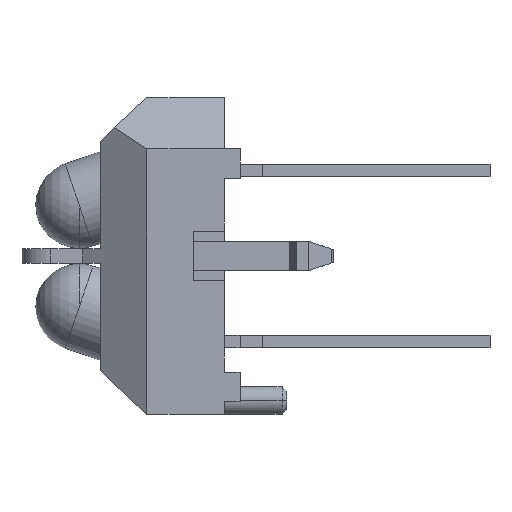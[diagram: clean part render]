
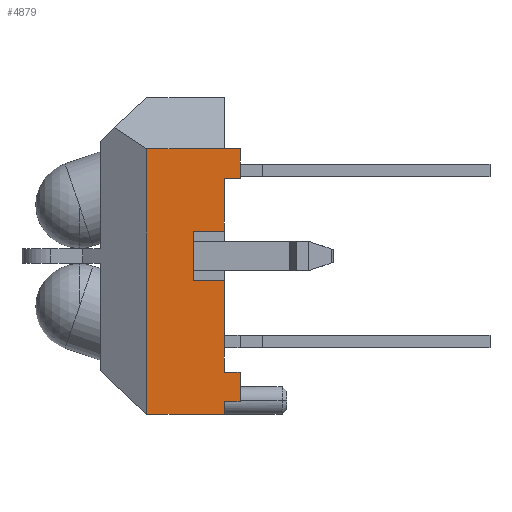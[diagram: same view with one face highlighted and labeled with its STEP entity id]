
A CAD part, left-side view. The second image highlights one B-rep face of the part: STEP entity #4879.
In plain terms, the highlighted planar face has unit normal (-1, 0, 0).
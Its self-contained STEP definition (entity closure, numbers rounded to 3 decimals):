
#47 = DIRECTION ( 'NONE',  ( 0., 0., 1. ) ) ;
#75 = CARTESIAN_POINT ( 'NONE',  ( -2.9, 0., -5.1 ) ) ;
#88 = VERTEX_POINT ( 'NONE', #4690 ) ;
#92 = ORIENTED_EDGE ( 'NONE', *, *, #4289, .T. ) ;
#104 = VECTOR ( 'NONE', #1799, 1000. ) ;
#114 = CARTESIAN_POINT ( 'NONE',  ( -2.9, 0., -3.734 ) ) ;
#146 = ORIENTED_EDGE ( 'NONE', *, *, #4503, .T. ) ;
#150 = ORIENTED_EDGE ( 'NONE', *, *, #2563, .T. ) ;
#263 = VECTOR ( 'NONE', #1918, 1000. ) ;
#305 = CARTESIAN_POINT ( 'NONE',  ( -2.9, 1.513, -0.4 ) ) ;
#404 = LINE ( 'NONE', #305, #947 ) ;
#406 = VERTEX_POINT ( 'NONE', #4953 ) ;
#410 = ORIENTED_EDGE ( 'NONE', *, *, #2221, .T. ) ;
#438 = CARTESIAN_POINT ( 'NONE',  ( -2.9, 1.513, 0.475 ) ) ;
#593 = LINE ( 'NONE', #1963, #3955 ) ;
#640 = EDGE_CURVE ( 'NONE', #4679, #1930, #4238, .T. ) ;
#658 = VECTOR ( 'NONE', #2405, 1000. ) ;
#663 = AXIS2_PLACEMENT_3D ( 'NONE', #4264, #3128, #4664 ) ;
#749 = DIRECTION ( 'NONE',  ( 0., 1., 0. ) ) ;
#774 = CARTESIAN_POINT ( 'NONE',  ( -2.9, 0.513, 3.45 ) ) ;
#775 = VECTOR ( 'NONE', #3028, 1000. ) ;
#842 = CARTESIAN_POINT ( 'NONE',  ( -2.9, 1.513, -0.4 ) ) ;
#919 = DIRECTION ( 'NONE',  ( 0., 0., 1. ) ) ;
#928 = LINE ( 'NONE', #75, #4093 ) ;
#942 = CARTESIAN_POINT ( 'NONE',  ( -2.9, 0.513, 0.8 ) ) ;
#947 = VECTOR ( 'NONE', #4566, 1000. ) ;
#961 = LINE ( 'NONE', #1007, #3045 ) ;
#1007 = CARTESIAN_POINT ( 'NONE',  ( -2.9, 1.126, 3.45 ) ) ;
#1015 = LINE ( 'NONE', #1723, #4123 ) ;
#1026 = CARTESIAN_POINT ( 'NONE',  ( -2.9, 1.513, -0.4 ) ) ;
#1080 = LINE ( 'NONE', #2382, #2240 ) ;
#1098 = LINE ( 'NONE', #1109, #2445 ) ;
#1101 = CARTESIAN_POINT ( 'NONE',  ( -2.9, 0., -4.684 ) ) ;
#1109 = CARTESIAN_POINT ( 'NONE',  ( -2.9, 1.382, -0.8 ) ) ;
#1225 = EDGE_CURVE ( 'NONE', #1402, #1478, #1876, .T. ) ;
#1266 = DIRECTION ( 'NONE',  ( 0., 0., 1. ) ) ;
#1293 = EDGE_CURVE ( 'NONE', #4513, #1402, #1080, .T. ) ;
#1322 = VERTEX_POINT ( 'NONE', #2396 ) ;
#1340 = CARTESIAN_POINT ( 'NONE',  ( -2.9, 1.882, 0.8 ) ) ;
#1377 = ORIENTED_EDGE ( 'NONE', *, *, #640, .T. ) ;
#1380 = CARTESIAN_POINT ( 'NONE',  ( -2.9, 3., 3.45 ) ) ;
#1402 = VERTEX_POINT ( 'NONE', #4394 ) ;
#1429 = LINE ( 'NONE', #1340, #4057 ) ;
#1445 = ORIENTED_EDGE ( 'NONE', *, *, #2597, .T. ) ;
#1465 = VECTOR ( 'NONE', #1519, 1000. ) ;
#1478 = VERTEX_POINT ( 'NONE', #2639 ) ;
#1489 = CARTESIAN_POINT ( 'NONE',  ( -2.9, 1.126, 3.45 ) ) ;
#1491 = EDGE_CURVE ( 'NONE', #88, #2543, #404, .T. ) ;
#1516 = PLANE ( 'NONE',  #663 ) ;
#1519 = DIRECTION ( 'NONE',  ( 0., -1., 0. ) ) ;
#1534 = LINE ( 'NONE', #3491, #2819 ) ;
#1541 = CARTESIAN_POINT ( 'NONE',  ( -2.9, 3., -5.1 ) ) ;
#1690 = ORIENTED_EDGE ( 'NONE', *, *, #1784, .T. ) ;
#1692 = EDGE_CURVE ( 'NONE', #3256, #2042, #2961, .T. ) ;
#1723 = CARTESIAN_POINT ( 'NONE',  ( -2.9, 0., -5.1 ) ) ;
#1757 = ORIENTED_EDGE ( 'NONE', *, *, #4753, .T. ) ;
#1784 = EDGE_CURVE ( 'NONE', #1804, #3710, #4051, .T. ) ;
#1799 = DIRECTION ( 'NONE',  ( 0., 0., 1. ) ) ;
#1804 = VERTEX_POINT ( 'NONE', #438 ) ;
#1876 = LINE ( 'NONE', #1971, #2425 ) ;
#1918 = DIRECTION ( 'NONE',  ( 0., 0., -1. ) ) ;
#1920 = VERTEX_POINT ( 'NONE', #4776 ) ;
#1929 = CARTESIAN_POINT ( 'NONE',  ( -2.9, 1.513, 0.8 ) ) ;
#1930 = VERTEX_POINT ( 'NONE', #114 ) ;
#1963 = CARTESIAN_POINT ( 'NONE',  ( -2.9, 0.513, -2.342 ) ) ;
#1968 = LINE ( 'NONE', #4235, #263 ) ;
#1971 = CARTESIAN_POINT ( 'NONE',  ( -2.9, 1.126, 2.5 ) ) ;
#1979 = DIRECTION ( 'NONE',  ( 0., 1., 0. ) ) ;
#2000 = ORIENTED_EDGE ( 'NONE', *, *, #5045, .T. ) ;
#2042 = VERTEX_POINT ( 'NONE', #1380 ) ;
#2061 = EDGE_CURVE ( 'NONE', #3710, #4513, #1429, .T. ) ;
#2109 = ORIENTED_EDGE ( 'NONE', *, *, #3227, .T. ) ;
#2221 = EDGE_CURVE ( 'NONE', #4713, #4679, #928, .T. ) ;
#2240 = VECTOR ( 'NONE', #3510, 1000. ) ;
#2318 = ORIENTED_EDGE ( 'NONE', *, *, #4014, .T. ) ;
#2328 = VECTOR ( 'NONE', #4680, 1000. ) ;
#2382 = CARTESIAN_POINT ( 'NONE',  ( -2.9, 0.513, 1.25 ) ) ;
#2396 = CARTESIAN_POINT ( 'NONE',  ( -2.9, 0.513, -4.684 ) ) ;
#2405 = DIRECTION ( 'NONE',  ( 0., 0., 1. ) ) ;
#2425 = VECTOR ( 'NONE', #2764, 1000. ) ;
#2445 = VECTOR ( 'NONE', #1979, 1000. ) ;
#2543 = VERTEX_POINT ( 'NONE', #2568 ) ;
#2563 = EDGE_CURVE ( 'NONE', #1322, #4713, #3912, .T. ) ;
#2568 = CARTESIAN_POINT ( 'NONE',  ( -2.9, 1.513, -0.475 ) ) ;
#2597 = EDGE_CURVE ( 'NONE', #2042, #3434, #1968, .T. ) ;
#2612 = ORIENTED_EDGE ( 'NONE', *, *, #1225, .T. ) ;
#2639 = CARTESIAN_POINT ( 'NONE',  ( -2.9, 0., 2.5 ) ) ;
#2650 = CARTESIAN_POINT ( 'NONE',  ( -2.9, 0., -4.65 ) ) ;
#2668 = VERTEX_POINT ( 'NONE', #4629 ) ;
#2713 = ORIENTED_EDGE ( 'NONE', *, *, #3863, .T. ) ;
#2731 = FACE_OUTER_BOUND ( 'NONE', #3259, .T. ) ;
#2764 = DIRECTION ( 'NONE',  ( 0., -1., 0. ) ) ;
#2819 = VECTOR ( 'NONE', #749, 1000. ) ;
#2836 = VECTOR ( 'NONE', #47, 1000. ) ;
#2890 = ORIENTED_EDGE ( 'NONE', *, *, #1293, .T. ) ;
#2954 = DIRECTION ( 'NONE',  ( 0., 1., 0. ) ) ;
#2961 = LINE ( 'NONE', #1489, #3632 ) ;
#3028 = DIRECTION ( 'NONE',  ( 0., 0., 1. ) ) ;
#3042 = VERTEX_POINT ( 'NONE', #3449 ) ;
#3045 = VECTOR ( 'NONE', #2954, 1000. ) ;
#3128 = DIRECTION ( 'NONE',  ( -1., 0., 0. ) ) ;
#3227 = EDGE_CURVE ( 'NONE', #1930, #1920, #1534, .T. ) ;
#3256 = VERTEX_POINT ( 'NONE', #774 ) ;
#3259 = EDGE_LOOP ( 'NONE', ( #3576, #2890, #2612, #2000, #146, #3702, #1445, #2713, #92, #150, #410, #1377, #2109, #2318, #4893, #4067, #1757, #1690 ) ) ;
#3434 = VERTEX_POINT ( 'NONE', #4042 ) ;
#3449 = CARTESIAN_POINT ( 'NONE',  ( -2.9, 0.513, -0.8 ) ) ;
#3461 = CARTESIAN_POINT ( 'NONE',  ( -2.9, 1.126, -4.684 ) ) ;
#3491 = CARTESIAN_POINT ( 'NONE',  ( -2.9, 1.382, -3.734 ) ) ;
#3510 = DIRECTION ( 'NONE',  ( 0., 0., 1. ) ) ;
#3527 = LINE ( 'NONE', #1541, #2328 ) ;
#3570 = DIRECTION ( 'NONE',  ( 0., 0., 1. ) ) ;
#3576 = ORIENTED_EDGE ( 'NONE', *, *, #2061, .T. ) ;
#3632 = VECTOR ( 'NONE', #4243, 1000. ) ;
#3702 = ORIENTED_EDGE ( 'NONE', *, *, #1692, .T. ) ;
#3710 = VERTEX_POINT ( 'NONE', #1929 ) ;
#3713 = LINE ( 'NONE', #1026, #775 ) ;
#3741 = EDGE_CURVE ( 'NONE', #3042, #88, #1098, .T. ) ;
#3863 = EDGE_CURVE ( 'NONE', #3434, #2668, #3527, .T. ) ;
#3912 = LINE ( 'NONE', #3461, #1465 ) ;
#3955 = VECTOR ( 'NONE', #3570, 1000. ) ;
#4014 = EDGE_CURVE ( 'NONE', #1920, #3042, #4133, .T. ) ;
#4034 = CARTESIAN_POINT ( 'NONE',  ( -2.9, 0.513, 1.25 ) ) ;
#4042 = CARTESIAN_POINT ( 'NONE',  ( -2.9, 3., -5.1 ) ) ;
#4051 = LINE ( 'NONE', #842, #2836 ) ;
#4057 = VECTOR ( 'NONE', #4874, 1000. ) ;
#4067 = ORIENTED_EDGE ( 'NONE', *, *, #1491, .T. ) ;
#4093 = VECTOR ( 'NONE', #1266, 1000. ) ;
#4123 = VECTOR ( 'NONE', #919, 1000. ) ;
#4133 = LINE ( 'NONE', #4034, #658 ) ;
#4235 = CARTESIAN_POINT ( 'NONE',  ( -2.9, 3., 0. ) ) ;
#4238 = LINE ( 'NONE', #4876, #104 ) ;
#4243 = DIRECTION ( 'NONE',  ( 0., 1., 0. ) ) ;
#4264 = CARTESIAN_POINT ( 'NONE',  ( -2.9, 2.251, 0. ) ) ;
#4289 = EDGE_CURVE ( 'NONE', #2668, #1322, #593, .T. ) ;
#4394 = CARTESIAN_POINT ( 'NONE',  ( -2.9, 0.513, 2.5 ) ) ;
#4503 = EDGE_CURVE ( 'NONE', #406, #3256, #961, .T. ) ;
#4513 = VERTEX_POINT ( 'NONE', #942 ) ;
#4566 = DIRECTION ( 'NONE',  ( 0., 0., 1. ) ) ;
#4629 = CARTESIAN_POINT ( 'NONE',  ( -2.9, 0.513, -5.1 ) ) ;
#4664 = DIRECTION ( 'NONE',  ( 0., 0., 1. ) ) ;
#4679 = VERTEX_POINT ( 'NONE', #2650 ) ;
#4680 = DIRECTION ( 'NONE',  ( 0., -1., 0. ) ) ;
#4690 = CARTESIAN_POINT ( 'NONE',  ( -2.9, 1.513, -0.8 ) ) ;
#4713 = VERTEX_POINT ( 'NONE', #1101 ) ;
#4753 = EDGE_CURVE ( 'NONE', #2543, #1804, #3713, .T. ) ;
#4776 = CARTESIAN_POINT ( 'NONE',  ( -2.9, 0.513, -3.734 ) ) ;
#4874 = DIRECTION ( 'NONE',  ( 0., -1., 0. ) ) ;
#4876 = CARTESIAN_POINT ( 'NONE',  ( -2.9, 0., -5.1 ) ) ;
#4879 = ADVANCED_FACE ( 'NONE', ( #2731 ), #1516, .T. ) ;
#4893 = ORIENTED_EDGE ( 'NONE', *, *, #3741, .T. ) ;
#4953 = CARTESIAN_POINT ( 'NONE',  ( -2.9, 0., 3.45 ) ) ;
#5045 = EDGE_CURVE ( 'NONE', #1478, #406, #1015, .T. ) ;
